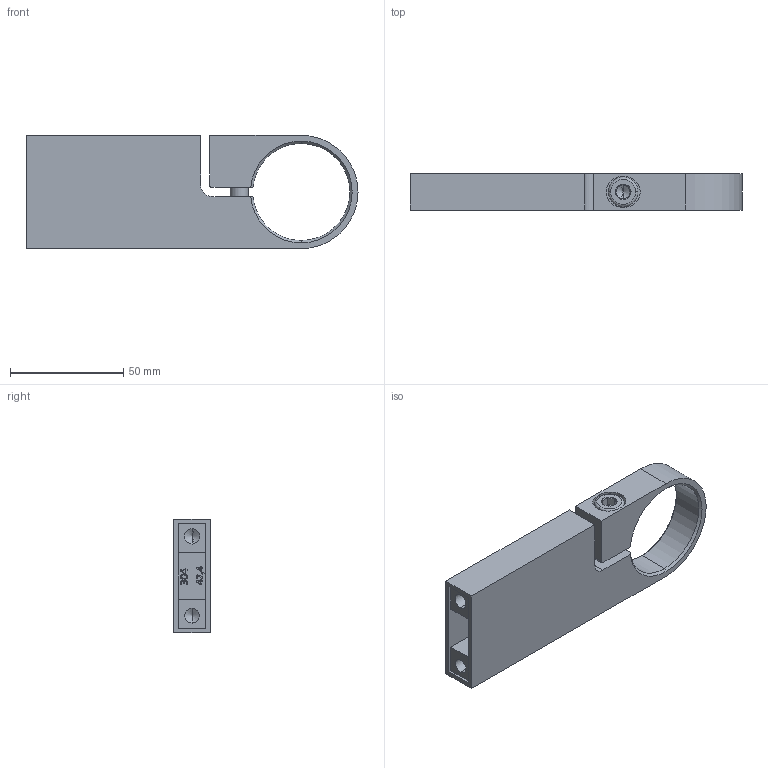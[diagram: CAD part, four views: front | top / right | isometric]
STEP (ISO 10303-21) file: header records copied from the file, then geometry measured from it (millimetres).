
FILE_DESCRIPTION (( 'STEP AP203' ), '1' );
FILE_NAME ('A_3507-042-100.STEP', '2024-07-04T11:31:14', ( '' ), ( '' ), 'SwSTEP 2.0', 'SolidWorks 2019', '' );
FILE_SCHEMA (( 'CONFIG_CONTROL_DESIGN' ));
Length unit declared in the file: millimetre
Products named in the file (3): A_3507-042-100; skrutka DIN 912_M8x30_A2-70; A_3507-042-100.P1
Assembly tree (2 placements, depth 2):
  A_3507-042-100
    A_3507-042-100.P1
    skrutka DIN 912_M8x30_A2-70
Bounding box: 146.4 x 16 x 50 mm (x, y, z)
Volume: 65965.5 mm3; surface area: 28833.6 mm2
Topology: 2 solids, 2 shells, 202 faces, 516 edges, 328 vertices
Faces by surface type: plane 91, bspline 64, cone 22, cylinder 21, torus 4
Entity records: 9241 total; most frequent: CARTESIAN_POINT 4497, ORIENTED_EDGE 1016, DIRECTION 726, EDGE_CURVE 508, VERTEX_POINT 328, LINE 300, VECTOR 300, EDGE_LOOP 222
